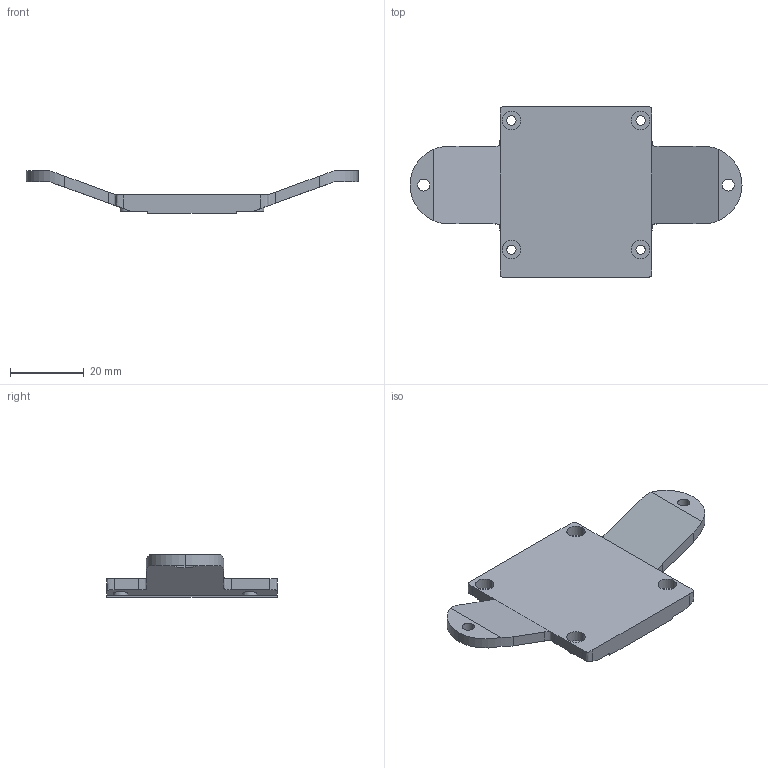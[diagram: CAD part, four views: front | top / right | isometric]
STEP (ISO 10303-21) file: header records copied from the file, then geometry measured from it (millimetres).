
FILE_DESCRIPTION (( 'STEP AP214' ), '1' );
FILE_NAME ('CNC-copper-shim-v4c-mb_attach_4.4.STEP', '2019-02-26T11:37:52', ( '' ), ( '' ), 'SwSTEP 2.0', 'SolidWorks 2019', '' );
FILE_SCHEMA (( 'AUTOMOTIVE_DESIGN' ));
Length unit declared in the file: millimetre
Products named in the file (1): CNC-copper-shim-v4c-mb_attach_4.4
Bounding box: 90 x 46.24 x 11.52 mm (x, y, z)
Volume: 11291.6 mm3; surface area: 6978.8 mm2
Topology: 1 solids, 1 shells, 68 faces, 182 edges, 120 vertices
Faces by surface type: cylinder 32, plane 28, bspline 8
Entity records: 3107 total; most frequent: CARTESIAN_POINT 1438, ORIENTED_EDGE 364, DIRECTION 310, EDGE_CURVE 182, VERTEX_POINT 120, AXIS2_PLACEMENT_3D 116, EDGE_LOOP 84, LINE 78
